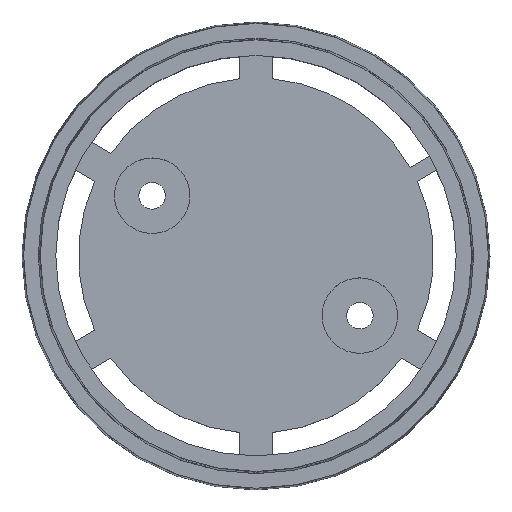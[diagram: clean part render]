
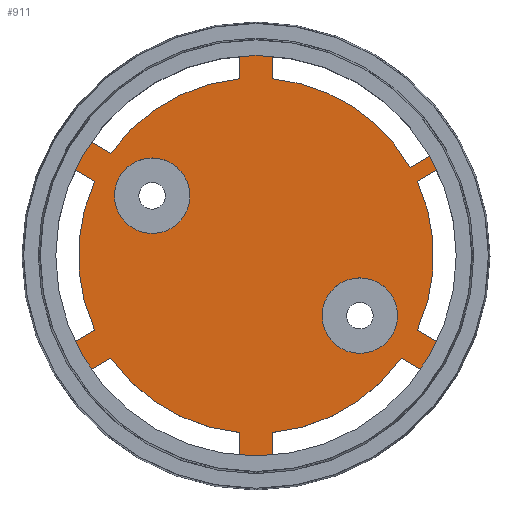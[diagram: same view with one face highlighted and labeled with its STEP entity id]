
A CAD part, top view. The second image highlights one B-rep face of the part: STEP entity #911.
In plain terms, the highlighted planar face has unit normal (0, 0, 1).
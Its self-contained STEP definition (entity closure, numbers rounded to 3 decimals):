
#57=FACE_BOUND('',#170,.T.);
#58=FACE_BOUND('',#171,.T.);
#103=FACE_OUTER_BOUND('',#169,.T.);
#169=EDGE_LOOP('',(#698,#699,#700,#701,#702,#703,#704,#705,#706,#707,#708,
#709,#710,#711,#712,#713,#714,#715,#716,#717,#718,#719,#720,#721));
#170=EDGE_LOOP('',(#722));
#171=EDGE_LOOP('',(#723));
#264=LINE('',#1489,#320);
#265=LINE('',#1493,#321);
#266=LINE('',#1497,#322);
#267=LINE('',#1501,#323);
#268=LINE('',#1505,#324);
#269=LINE('',#1509,#325);
#270=LINE('',#1513,#326);
#271=LINE('',#1517,#327);
#272=LINE('',#1521,#328);
#273=LINE('',#1525,#329);
#274=LINE('',#1529,#330);
#275=LINE('',#1533,#331);
#320=VECTOR('',#1185,2.55);
#321=VECTOR('',#1188,2.559);
#322=VECTOR('',#1191,2.559);
#323=VECTOR('',#1194,2.559);
#324=VECTOR('',#1197,2.559);
#325=VECTOR('',#1200,2.559);
#326=VECTOR('',#1203,2.559);
#327=VECTOR('',#1206,2.559);
#328=VECTOR('',#1209,2.559);
#329=VECTOR('',#1212,2.559);
#330=VECTOR('',#1215,2.559);
#331=VECTOR('',#1218,2.559);
#385=CIRCLE('',#1000,20.);
#386=CIRCLE('',#1001,22.55);
#387=CIRCLE('',#1002,20.);
#388=CIRCLE('',#1003,22.55);
#389=CIRCLE('',#1004,20.);
#390=CIRCLE('',#1005,22.55);
#391=CIRCLE('',#1006,20.);
#392=CIRCLE('',#1007,22.55);
#393=CIRCLE('',#1008,20.);
#394=CIRCLE('',#1009,22.55);
#395=CIRCLE('',#1010,20.);
#396=CIRCLE('',#1011,22.55);
#397=CIRCLE('',#1012,4.25);
#398=CIRCLE('',#1013,4.25);
#463=VERTEX_POINT('',#1487);
#464=VERTEX_POINT('',#1488);
#465=VERTEX_POINT('',#1490);
#466=VERTEX_POINT('',#1492);
#467=VERTEX_POINT('',#1494);
#468=VERTEX_POINT('',#1496);
#469=VERTEX_POINT('',#1498);
#470=VERTEX_POINT('',#1500);
#471=VERTEX_POINT('',#1502);
#472=VERTEX_POINT('',#1504);
#473=VERTEX_POINT('',#1506);
#474=VERTEX_POINT('',#1508);
#475=VERTEX_POINT('',#1510);
#476=VERTEX_POINT('',#1512);
#477=VERTEX_POINT('',#1514);
#478=VERTEX_POINT('',#1516);
#479=VERTEX_POINT('',#1518);
#480=VERTEX_POINT('',#1520);
#481=VERTEX_POINT('',#1522);
#482=VERTEX_POINT('',#1524);
#483=VERTEX_POINT('',#1526);
#484=VERTEX_POINT('',#1528);
#485=VERTEX_POINT('',#1530);
#486=VERTEX_POINT('',#1532);
#487=VERTEX_POINT('',#1535);
#488=VERTEX_POINT('',#1537);
#559=EDGE_CURVE('',#463,#464,#264,.T.);
#560=EDGE_CURVE('',#465,#464,#385,.T.);
#561=EDGE_CURVE('',#465,#466,#265,.T.);
#562=EDGE_CURVE('',#467,#466,#386,.F.);
#563=EDGE_CURVE('',#467,#468,#266,.T.);
#564=EDGE_CURVE('',#469,#468,#387,.T.);
#565=EDGE_CURVE('',#469,#470,#267,.T.);
#566=EDGE_CURVE('',#471,#470,#388,.F.);
#567=EDGE_CURVE('',#471,#472,#268,.T.);
#568=EDGE_CURVE('',#473,#472,#389,.T.);
#569=EDGE_CURVE('',#473,#474,#269,.T.);
#570=EDGE_CURVE('',#475,#474,#390,.F.);
#571=EDGE_CURVE('',#475,#476,#270,.T.);
#572=EDGE_CURVE('',#477,#476,#391,.T.);
#573=EDGE_CURVE('',#477,#478,#271,.T.);
#574=EDGE_CURVE('',#479,#478,#392,.F.);
#575=EDGE_CURVE('',#479,#480,#272,.T.);
#576=EDGE_CURVE('',#481,#480,#393,.T.);
#577=EDGE_CURVE('',#481,#482,#273,.T.);
#578=EDGE_CURVE('',#483,#482,#394,.F.);
#579=EDGE_CURVE('',#483,#484,#274,.T.);
#580=EDGE_CURVE('',#485,#484,#395,.T.);
#581=EDGE_CURVE('',#485,#486,#275,.T.);
#582=EDGE_CURVE('',#463,#486,#396,.F.);
#583=EDGE_CURVE('',#487,#487,#397,.T.);
#584=EDGE_CURVE('',#488,#488,#398,.T.);
#698=ORIENTED_EDGE('',*,*,#559,.T.);
#699=ORIENTED_EDGE('',*,*,#560,.F.);
#700=ORIENTED_EDGE('',*,*,#561,.T.);
#701=ORIENTED_EDGE('',*,*,#562,.F.);
#702=ORIENTED_EDGE('',*,*,#563,.T.);
#703=ORIENTED_EDGE('',*,*,#564,.F.);
#704=ORIENTED_EDGE('',*,*,#565,.T.);
#705=ORIENTED_EDGE('',*,*,#566,.F.);
#706=ORIENTED_EDGE('',*,*,#567,.T.);
#707=ORIENTED_EDGE('',*,*,#568,.F.);
#708=ORIENTED_EDGE('',*,*,#569,.T.);
#709=ORIENTED_EDGE('',*,*,#570,.F.);
#710=ORIENTED_EDGE('',*,*,#571,.T.);
#711=ORIENTED_EDGE('',*,*,#572,.F.);
#712=ORIENTED_EDGE('',*,*,#573,.T.);
#713=ORIENTED_EDGE('',*,*,#574,.F.);
#714=ORIENTED_EDGE('',*,*,#575,.T.);
#715=ORIENTED_EDGE('',*,*,#576,.F.);
#716=ORIENTED_EDGE('',*,*,#577,.T.);
#717=ORIENTED_EDGE('',*,*,#578,.F.);
#718=ORIENTED_EDGE('',*,*,#579,.T.);
#719=ORIENTED_EDGE('',*,*,#580,.F.);
#720=ORIENTED_EDGE('',*,*,#581,.T.);
#721=ORIENTED_EDGE('',*,*,#582,.F.);
#722=ORIENTED_EDGE('',*,*,#583,.T.);
#723=ORIENTED_EDGE('',*,*,#584,.T.);
#874=PLANE('',#999);
#911=ADVANCED_FACE('',(#103,#57,#58),#874,.F.);
#999=AXIS2_PLACEMENT_3D('',#1486,#1183,#1184);
#1000=AXIS2_PLACEMENT_3D('',#1491,#1186,#1187);
#1001=AXIS2_PLACEMENT_3D('',#1495,#1189,#1190);
#1002=AXIS2_PLACEMENT_3D('',#1499,#1192,#1193);
#1003=AXIS2_PLACEMENT_3D('',#1503,#1195,#1196);
#1004=AXIS2_PLACEMENT_3D('',#1507,#1198,#1199);
#1005=AXIS2_PLACEMENT_3D('',#1511,#1201,#1202);
#1006=AXIS2_PLACEMENT_3D('',#1515,#1204,#1205);
#1007=AXIS2_PLACEMENT_3D('',#1519,#1207,#1208);
#1008=AXIS2_PLACEMENT_3D('',#1523,#1210,#1211);
#1009=AXIS2_PLACEMENT_3D('',#1527,#1213,#1214);
#1010=AXIS2_PLACEMENT_3D('',#1531,#1216,#1217);
#1011=AXIS2_PLACEMENT_3D('',#1534,#1219,#1220);
#1012=AXIS2_PLACEMENT_3D('',#1536,#1221,#1222);
#1013=AXIS2_PLACEMENT_3D('',#1538,#1223,#1224);
#1183=DIRECTION('center_axis',(0.,0.,-1.));
#1184=DIRECTION('ref_axis',(-1.,0.,0.));
#1185=DIRECTION('',(-0.866,-0.5,0.));
#1186=DIRECTION('center_axis',(0.,0.,-1.));
#1187=DIRECTION('ref_axis',(1.,0.,0.));
#1188=DIRECTION('',(0.,1.,0.));
#1189=DIRECTION('center_axis',(0.,0.,1.));
#1190=DIRECTION('ref_axis',(1.,0.,0.));
#1191=DIRECTION('',(0.,-1.,0.));
#1192=DIRECTION('center_axis',(0.,0.,-1.));
#1193=DIRECTION('ref_axis',(1.,0.,0.));
#1194=DIRECTION('',(-0.866,0.5,0.));
#1195=DIRECTION('center_axis',(0.,0.,1.));
#1196=DIRECTION('ref_axis',(1.,0.,0.));
#1197=DIRECTION('',(0.866,-0.5,0.));
#1198=DIRECTION('center_axis',(0.,0.,-1.));
#1199=DIRECTION('ref_axis',(1.,0.,0.));
#1200=DIRECTION('',(-0.866,-0.5,0.));
#1201=DIRECTION('center_axis',(0.,0.,1.));
#1202=DIRECTION('ref_axis',(1.,0.,0.));
#1203=DIRECTION('',(0.866,0.5,0.));
#1204=DIRECTION('center_axis',(0.,0.,-1.));
#1205=DIRECTION('ref_axis',(1.,0.,0.));
#1206=DIRECTION('',(0.,-1.,0.));
#1207=DIRECTION('center_axis',(0.,0.,1.));
#1208=DIRECTION('ref_axis',(1.,0.,0.));
#1209=DIRECTION('',(0.,1.,0.));
#1210=DIRECTION('center_axis',(0.,0.,-1.));
#1211=DIRECTION('ref_axis',(1.,0.,0.));
#1212=DIRECTION('',(0.866,-0.5,0.));
#1213=DIRECTION('center_axis',(0.,0.,1.));
#1214=DIRECTION('ref_axis',(1.,0.,0.));
#1215=DIRECTION('',(-0.866,0.5,0.));
#1216=DIRECTION('center_axis',(0.,0.,-1.));
#1217=DIRECTION('ref_axis',(1.,0.,0.));
#1218=DIRECTION('',(0.866,0.5,0.));
#1219=DIRECTION('center_axis',(0.,0.,1.));
#1220=DIRECTION('ref_axis',(1.,0.,0.));
#1221=DIRECTION('center_axis',(0.,0.,-1.));
#1222=DIRECTION('ref_axis',(0.,-1.,0.));
#1223=DIRECTION('center_axis',(0.,0.,-1.));
#1224=DIRECTION('ref_axis',(0.,-1.,0.));
#1486=CARTESIAN_POINT('Origin',(0.,0.,21.28));
#1487=CARTESIAN_POINT('',(19.566,11.21,21.28));
#1488=CARTESIAN_POINT('',(17.358,9.935,21.28));
#1489=CARTESIAN_POINT('',(19.566,11.21,21.28));
#1490=CARTESIAN_POINT('',(1.825,19.917,21.28));
#1491=CARTESIAN_POINT('Origin',(0.,0.,21.28));
#1492=CARTESIAN_POINT('',(1.825,22.476,21.28));
#1493=CARTESIAN_POINT('',(1.825,18.,21.28));
#1494=CARTESIAN_POINT('',(-1.825,22.476,21.28));
#1495=CARTESIAN_POINT('Origin',(0.,0.,21.28));
#1496=CARTESIAN_POINT('',(-1.825,19.917,21.28));
#1497=CARTESIAN_POINT('',(-1.825,23.,21.28));
#1498=CARTESIAN_POINT('',(-16.336,11.539,21.28));
#1499=CARTESIAN_POINT('Origin',(0.,0.,21.28));
#1500=CARTESIAN_POINT('',(-18.552,12.819,21.28));
#1501=CARTESIAN_POINT('',(-14.676,10.58,21.28));
#1502=CARTESIAN_POINT('',(-20.377,9.658,21.28));
#1503=CARTESIAN_POINT('Origin',(0.,0.,21.28));
#1504=CARTESIAN_POINT('',(-18.161,8.378,21.28));
#1505=CARTESIAN_POINT('',(-20.831,9.92,21.28));
#1506=CARTESIAN_POINT('',(-18.161,-8.378,21.28));
#1507=CARTESIAN_POINT('Origin',(0.,0.,21.28));
#1508=CARTESIAN_POINT('',(-20.377,-9.658,21.28));
#1509=CARTESIAN_POINT('',(-16.501,-7.42,21.28));
#1510=CARTESIAN_POINT('',(-18.552,-12.819,21.28));
#1511=CARTESIAN_POINT('Origin',(0.,0.,21.28));
#1512=CARTESIAN_POINT('',(-16.336,-11.539,21.28));
#1513=CARTESIAN_POINT('',(-19.006,-13.08,21.28));
#1514=CARTESIAN_POINT('',(-1.825,-19.917,21.28));
#1515=CARTESIAN_POINT('Origin',(0.,0.,21.28));
#1516=CARTESIAN_POINT('',(-1.825,-22.476,21.28));
#1517=CARTESIAN_POINT('',(-1.825,-18.,21.28));
#1518=CARTESIAN_POINT('',(1.825,-22.476,21.28));
#1519=CARTESIAN_POINT('Origin',(0.,0.,21.28));
#1520=CARTESIAN_POINT('',(1.825,-19.917,21.28));
#1521=CARTESIAN_POINT('',(1.825,-23.,21.28));
#1522=CARTESIAN_POINT('',(16.336,-11.539,21.28));
#1523=CARTESIAN_POINT('Origin',(0.,0.,21.28));
#1524=CARTESIAN_POINT('',(18.552,-12.819,21.28));
#1525=CARTESIAN_POINT('',(14.676,-10.58,21.28));
#1526=CARTESIAN_POINT('',(20.377,-9.658,21.28));
#1527=CARTESIAN_POINT('Origin',(0.,0.,21.28));
#1528=CARTESIAN_POINT('',(18.161,-8.378,21.28));
#1529=CARTESIAN_POINT('',(20.831,-9.92,21.28));
#1530=CARTESIAN_POINT('',(18.161,8.378,21.28));
#1531=CARTESIAN_POINT('Origin',(0.,0.,21.28));
#1532=CARTESIAN_POINT('',(20.377,9.658,21.28));
#1533=CARTESIAN_POINT('',(16.501,7.42,21.28));
#1534=CARTESIAN_POINT('Origin',(0.,0.,21.28));
#1535=CARTESIAN_POINT('',(-11.691,2.5,21.28));
#1536=CARTESIAN_POINT('Origin',(-11.691,6.75,21.28));
#1537=CARTESIAN_POINT('',(11.691,-11.,21.28));
#1538=CARTESIAN_POINT('Origin',(11.691,-6.75,21.28));
